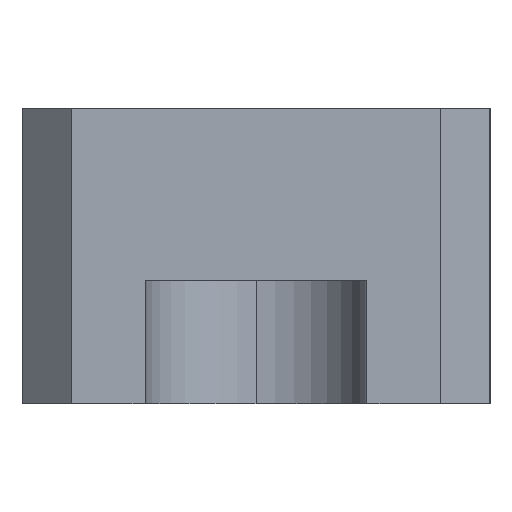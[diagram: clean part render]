
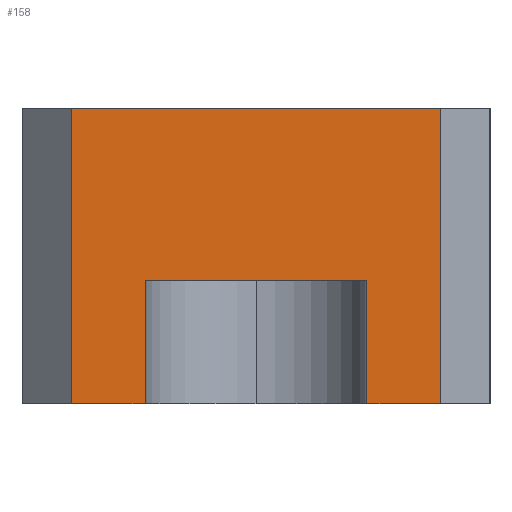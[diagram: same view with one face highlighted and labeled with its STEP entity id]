
A CAD part, left-side view. The second image highlights one B-rep face of the part: STEP entity #158.
In plain terms, the highlighted planar face has unit normal (-1, 0, 0).
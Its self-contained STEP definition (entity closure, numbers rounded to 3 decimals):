
#19 = CARTESIAN_POINT ( 'NONE',  ( -41., -7.5, 12. ) ) ;
#37 = EDGE_CURVE ( 'NONE', #703, #196, #161, .T. ) ;
#39 = LINE ( 'NONE', #270, #413 ) ;
#44 = CARTESIAN_POINT ( 'NONE',  ( -41., 7.5, 12. ) ) ;
#53 = CARTESIAN_POINT ( 'NONE',  ( -41., 7.5, 0. ) ) ;
#55 = CARTESIAN_POINT ( 'NONE',  ( -41., -4.5, 12. ) ) ;
#79 = VERTEX_POINT ( 'NONE', #335 ) ;
#100 = DIRECTION ( 'NONE',  ( 1., 0., 0. ) ) ;
#158 = ADVANCED_FACE ( 'NONE', ( #165 ), #217, .F. ) ;
#161 = LINE ( 'NONE', #734, #725 ) ;
#165 = FACE_OUTER_BOUND ( 'NONE', #406, .T. ) ;
#178 = CARTESIAN_POINT ( 'NONE',  ( -41., -4.5, 0. ) ) ;
#185 = VERTEX_POINT ( 'NONE', #739 ) ;
#196 = VERTEX_POINT ( 'NONE', #393 ) ;
#217 = PLANE ( 'NONE',  #336 ) ;
#223 = ORIENTED_EDGE ( 'NONE', *, *, #659, .F. ) ;
#234 = VECTOR ( 'NONE', #743, 1000. ) ;
#237 = EDGE_CURVE ( 'NONE', #620, #79, #39, .T. ) ;
#243 = ORIENTED_EDGE ( 'NONE', *, *, #256, .F. ) ;
#247 = VECTOR ( 'NONE', #586, 1000. ) ;
#256 = EDGE_CURVE ( 'NONE', #376, #620, #276, .T. ) ;
#259 = DIRECTION ( 'NONE',  ( 0., -1., 0. ) ) ;
#270 = CARTESIAN_POINT ( 'NONE',  ( -41., -7.5, 12. ) ) ;
#275 = ORIENTED_EDGE ( 'NONE', *, *, #562, .T. ) ;
#276 = LINE ( 'NONE', #510, #234 ) ;
#290 = EDGE_CURVE ( 'NONE', #703, #185, #522, .T. ) ;
#296 = DIRECTION ( 'NONE',  ( 0., 0., 1. ) ) ;
#307 = LINE ( 'NONE', #712, #478 ) ;
#335 = CARTESIAN_POINT ( 'NONE',  ( -41., -7.5, 0. ) ) ;
#336 = AXIS2_PLACEMENT_3D ( 'NONE', #44, #100, #733 ) ;
#357 = VERTEX_POINT ( 'NONE', #53 ) ;
#361 = VERTEX_POINT ( 'NONE', #178 ) ;
#369 = CARTESIAN_POINT ( 'NONE',  ( -41., 7.5, 12. ) ) ;
#374 = CARTESIAN_POINT ( 'NONE',  ( -41., 7.5, 0. ) ) ;
#376 = VERTEX_POINT ( 'NONE', #369 ) ;
#393 = CARTESIAN_POINT ( 'NONE',  ( -41., 4.5, 0. ) ) ;
#394 = DIRECTION ( 'NONE',  ( 0., 0., -1. ) ) ;
#406 = EDGE_LOOP ( 'NONE', ( #223, #481, #614, #243, #748, #275, #689, #499 ) ) ;
#413 = VECTOR ( 'NONE', #505, 1000. ) ;
#416 = EDGE_CURVE ( 'NONE', #376, #357, #599, .T. ) ;
#417 = CARTESIAN_POINT ( 'NONE',  ( -41., 7.5, 12. ) ) ;
#478 = VECTOR ( 'NONE', #664, 1000. ) ;
#481 = ORIENTED_EDGE ( 'NONE', *, *, #493, .T. ) ;
#490 = LINE ( 'NONE', #374, #634 ) ;
#493 = EDGE_CURVE ( 'NONE', #361, #79, #490, .T. ) ;
#499 = ORIENTED_EDGE ( 'NONE', *, *, #290, .T. ) ;
#502 = CARTESIAN_POINT ( 'NONE',  ( -41., 4.5, 5. ) ) ;
#505 = DIRECTION ( 'NONE',  ( 0., 0., -1. ) ) ;
#510 = CARTESIAN_POINT ( 'NONE',  ( -41., 7.5, 12. ) ) ;
#522 = LINE ( 'NONE', #646, #247 ) ;
#562 = EDGE_CURVE ( 'NONE', #357, #196, #307, .T. ) ;
#586 = DIRECTION ( 'NONE',  ( 0., -1., 0. ) ) ;
#589 = LINE ( 'NONE', #55, #694 ) ;
#595 = DIRECTION ( 'NONE',  ( 0., 0., -1. ) ) ;
#599 = LINE ( 'NONE', #417, #700 ) ;
#614 = ORIENTED_EDGE ( 'NONE', *, *, #237, .F. ) ;
#620 = VERTEX_POINT ( 'NONE', #19 ) ;
#634 = VECTOR ( 'NONE', #259, 1000. ) ;
#646 = CARTESIAN_POINT ( 'NONE',  ( -41., 7.5, 5. ) ) ;
#659 = EDGE_CURVE ( 'NONE', #361, #185, #589, .T. ) ;
#664 = DIRECTION ( 'NONE',  ( 0., -1., 0. ) ) ;
#689 = ORIENTED_EDGE ( 'NONE', *, *, #37, .F. ) ;
#694 = VECTOR ( 'NONE', #296, 1000. ) ;
#700 = VECTOR ( 'NONE', #595, 1000. ) ;
#703 = VERTEX_POINT ( 'NONE', #502 ) ;
#712 = CARTESIAN_POINT ( 'NONE',  ( -41., 7.5, 0. ) ) ;
#725 = VECTOR ( 'NONE', #394, 1000. ) ;
#733 = DIRECTION ( 'NONE',  ( 0., 0., 1. ) ) ;
#734 = CARTESIAN_POINT ( 'NONE',  ( -41., 4.5, 12. ) ) ;
#739 = CARTESIAN_POINT ( 'NONE',  ( -41., -4.5, 5. ) ) ;
#743 = DIRECTION ( 'NONE',  ( 0., -1., 0. ) ) ;
#748 = ORIENTED_EDGE ( 'NONE', *, *, #416, .T. ) ;
